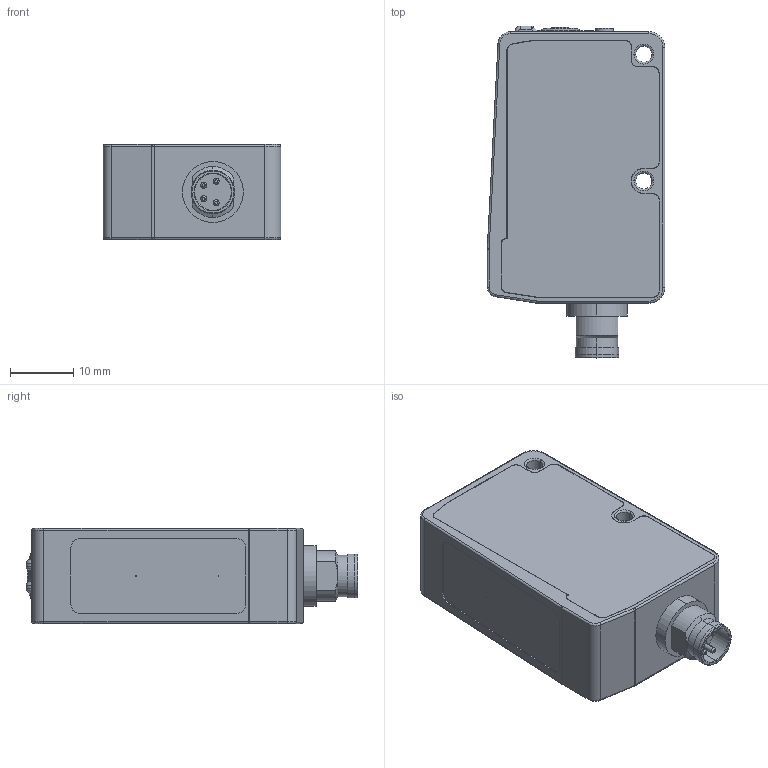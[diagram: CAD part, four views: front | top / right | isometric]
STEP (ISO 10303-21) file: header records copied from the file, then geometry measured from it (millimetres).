
FILE_DESCRIPTION (( 'STEP AP214' ), '1' );
FILE_NAME ('S8-MR-5-W13-PP.step', '2016-07-06T16:16:37', ( '' ), ( '' ), 'SwSTEP 2.0', 'SolidWorks 2016', '' );
FILE_SCHEMA (( 'AUTOMOTIVE_DESIGN' ));
Length unit declared in the file: millimetre
Products named in the file (1): S8-MR-5-W13-PP
Bounding box: 28 x 52.35 x 15 mm (x, y, z)
Volume: 17517.8 mm3; surface area: 5614 mm2
Topology: 9 solids, 9 shells, 250 faces, 569 edges, 347 vertices
Faces by surface type: cylinder 107, plane 66, torus 59, cone 14, sphere 4
Entity records: 7180 total; most frequent: DIRECTION 1371, CARTESIAN_POINT 1223, ORIENTED_EDGE 1130, AXIS2_PLACEMENT_3D 571, EDGE_CURVE 565, VERTEX_POINT 347, CIRCLE 320, EDGE_LOOP 270
